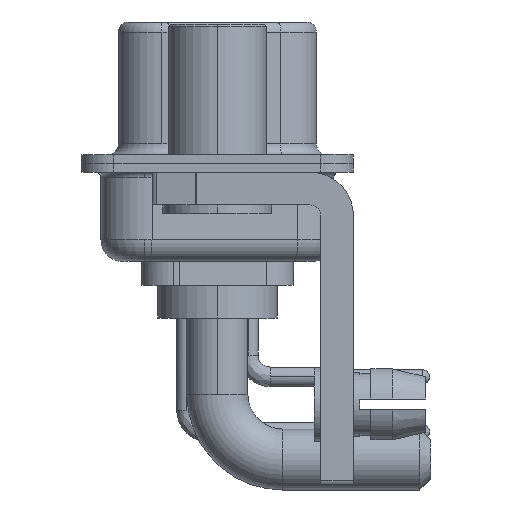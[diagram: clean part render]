
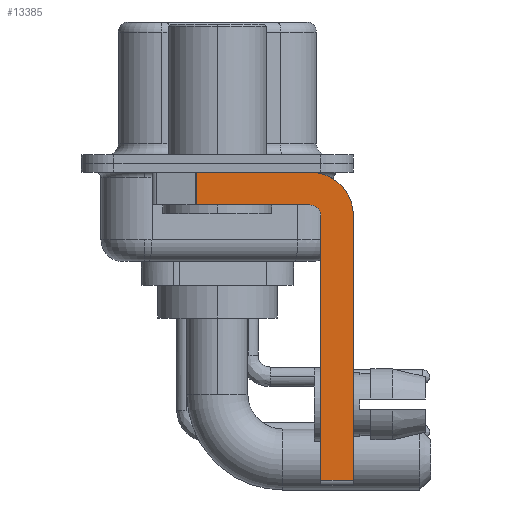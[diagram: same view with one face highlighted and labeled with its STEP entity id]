
A CAD part, left-side view. The second image highlights one B-rep face of the part: STEP entity #13385.
In plain terms, the highlighted planar face has unit normal (-1, 0, 0).
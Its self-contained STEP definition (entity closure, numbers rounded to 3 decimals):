
#126 = EDGE_CURVE ( 'NONE', #5975, #12299, #10386, .T. ) ;
#586 = DIRECTION ( 'NONE',  ( 1., 0., 0. ) ) ;
#1414 = VERTEX_POINT ( 'NONE', #23859 ) ;
#2415 = EDGE_CURVE ( 'NONE', #13541, #17503, #11544, .T. ) ;
#2612 = LINE ( 'NONE', #21001, #18350 ) ;
#2637 = DIRECTION ( 'NONE',  ( 0., 1., 0. ) ) ;
#3333 = ORIENTED_EDGE ( 'NONE', *, *, #2415, .T. ) ;
#3353 = CARTESIAN_POINT ( 'NONE',  ( -2.9, -6.25, -14.55 ) ) ;
#3528 = EDGE_CURVE ( 'NONE', #1414, #17804, #4613, .T. ) ;
#3775 = VECTOR ( 'NONE', #23631, 1000. ) ;
#3949 = DIRECTION ( 'NONE',  ( 0., 0., 1. ) ) ;
#4147 = VECTOR ( 'NONE', #17505, 1000. ) ;
#4613 = CIRCLE ( 'NONE', #23896, 2. ) ;
#4720 = CARTESIAN_POINT ( 'NONE',  ( -2.9, -4.25, -2.4 ) ) ;
#4772 = CARTESIAN_POINT ( 'NONE',  ( -2.9, -6.25, -2.4 ) ) ;
#5066 = ORIENTED_EDGE ( 'NONE', *, *, #126, .F. ) ;
#5313 = CARTESIAN_POINT ( 'NONE',  ( -2.9, -4.75, -14.55 ) ) ;
#5428 = ORIENTED_EDGE ( 'NONE', *, *, #21864, .F. ) ;
#5562 = EDGE_CURVE ( 'NONE', #17804, #17503, #22763, .T. ) ;
#5764 = DIRECTION ( 'NONE',  ( 0., -1., 0. ) ) ;
#5975 = VERTEX_POINT ( 'NONE', #24551 ) ;
#6422 = DIRECTION ( 'NONE',  ( 1., 0., 0. ) ) ;
#6717 = CARTESIAN_POINT ( 'NONE',  ( -2.9, -6.25, -2.4 ) ) ;
#7139 = ORIENTED_EDGE ( 'NONE', *, *, #3528, .F. ) ;
#7768 = CARTESIAN_POINT ( 'NONE',  ( -2.9, 0.978, -1.9 ) ) ;
#8067 = EDGE_LOOP ( 'NONE', ( #10098, #19791, #5066, #12359, #5428, #3333, #15083, #7139 ) ) ;
#8314 = VECTOR ( 'NONE', #5764, 1000. ) ;
#8394 = DIRECTION ( 'NONE',  ( 0., 0., -1. ) ) ;
#8614 = DIRECTION ( 'NONE',  ( 0., 0., -1. ) ) ;
#9418 = CIRCLE ( 'NONE', #24105, 0.5 ) ;
#9862 = LINE ( 'NONE', #7768, #18166 ) ;
#10098 = ORIENTED_EDGE ( 'NONE', *, *, #20885, .F. ) ;
#10246 = EDGE_CURVE ( 'NONE', #14414, #12299, #9862, .T. ) ;
#10386 = LINE ( 'NONE', #16429, #14297 ) ;
#10568 = PLANE ( 'NONE',  #11628 ) ;
#10622 = DIRECTION ( 'NONE',  ( 0., -1., 0. ) ) ;
#11354 = CARTESIAN_POINT ( 'NONE',  ( -2.9, 0.978, -0.4 ) ) ;
#11544 = LINE ( 'NONE', #19684, #8314 ) ;
#11628 = AXIS2_PLACEMENT_3D ( 'NONE', #18586, #586, #8614 ) ;
#12299 = VERTEX_POINT ( 'NONE', #19802 ) ;
#12359 = ORIENTED_EDGE ( 'NONE', *, *, #16718, .F. ) ;
#13385 = ADVANCED_FACE ( 'NONE', ( #20562 ), #10568, .F. ) ;
#13541 = VERTEX_POINT ( 'NONE', #5313 ) ;
#13958 = CARTESIAN_POINT ( 'NONE',  ( -2.9, -4.75, -2.4 ) ) ;
#14297 = VECTOR ( 'NONE', #2637, 1000. ) ;
#14414 = VERTEX_POINT ( 'NONE', #11354 ) ;
#15083 = ORIENTED_EDGE ( 'NONE', *, *, #5562, .F. ) ;
#15159 = CARTESIAN_POINT ( 'NONE',  ( -2.9, -4.75, -14.8 ) ) ;
#15290 = LINE ( 'NONE', #15159, #4147 ) ;
#16429 = CARTESIAN_POINT ( 'NONE',  ( -2.9, -4.25, -1.9 ) ) ;
#16718 = EDGE_CURVE ( 'NONE', #21990, #5975, #9418, .T. ) ;
#17503 = VERTEX_POINT ( 'NONE', #3353 ) ;
#17505 = DIRECTION ( 'NONE',  ( 0., 0., 1. ) ) ;
#17804 = VERTEX_POINT ( 'NONE', #6717 ) ;
#17863 = DIRECTION ( 'NONE',  ( -1., 0., 0. ) ) ;
#18166 = VECTOR ( 'NONE', #25766, 1000. ) ;
#18350 = VECTOR ( 'NONE', #10622, 1000. ) ;
#18586 = CARTESIAN_POINT ( 'NONE',  ( -2.9, -4.25, -2.4 ) ) ;
#19684 = CARTESIAN_POINT ( 'NONE',  ( -2.9, -4.25, -14.55 ) ) ;
#19791 = ORIENTED_EDGE ( 'NONE', *, *, #10246, .T. ) ;
#19802 = CARTESIAN_POINT ( 'NONE',  ( -2.9, 0.978, -1.9 ) ) ;
#20562 = FACE_OUTER_BOUND ( 'NONE', #8067, .T. ) ;
#20885 = EDGE_CURVE ( 'NONE', #14414, #1414, #2612, .T. ) ;
#21001 = CARTESIAN_POINT ( 'NONE',  ( -2.9, 3., -0.4 ) ) ;
#21541 = CARTESIAN_POINT ( 'NONE',  ( -2.9, -4.25, -2.4 ) ) ;
#21864 = EDGE_CURVE ( 'NONE', #13541, #21990, #15290, .T. ) ;
#21990 = VERTEX_POINT ( 'NONE', #13958 ) ;
#22763 = LINE ( 'NONE', #4772, #3775 ) ;
#23631 = DIRECTION ( 'NONE',  ( 0., 0., -1. ) ) ;
#23859 = CARTESIAN_POINT ( 'NONE',  ( -2.9, -4.25, -0.4 ) ) ;
#23896 = AXIS2_PLACEMENT_3D ( 'NONE', #4720, #6422, #8394 ) ;
#24105 = AXIS2_PLACEMENT_3D ( 'NONE', #21541, #17863, #3949 ) ;
#24551 = CARTESIAN_POINT ( 'NONE',  ( -2.9, -4.25, -1.9 ) ) ;
#25766 = DIRECTION ( 'NONE',  ( 0., 0., -1. ) ) ;
